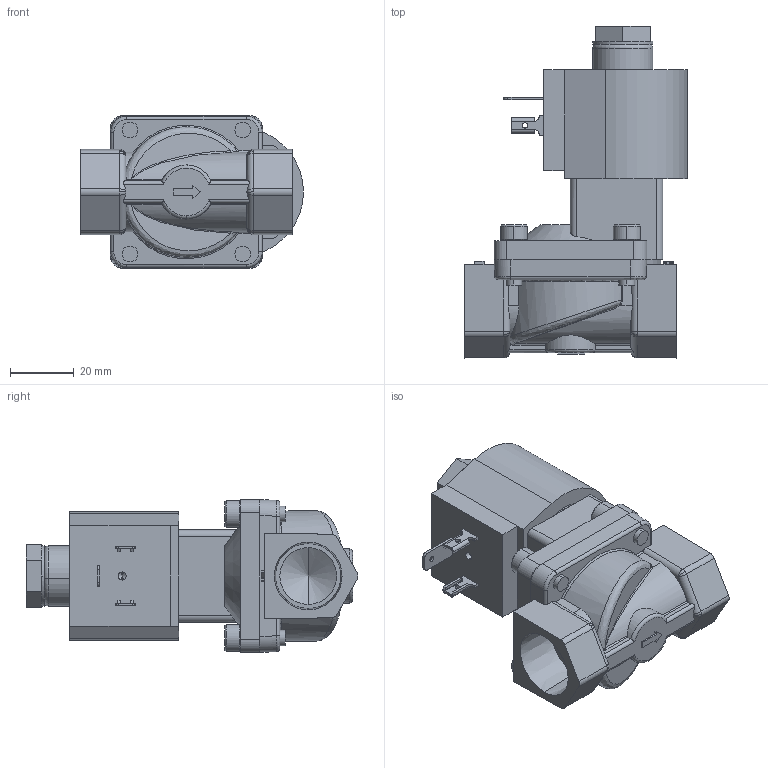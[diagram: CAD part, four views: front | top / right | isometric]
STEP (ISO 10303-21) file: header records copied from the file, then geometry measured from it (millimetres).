
FILE_DESCRIPTION (( 'STEP AP203' ), '1' );
FILE_NAME ('NS712YH16C9DG1.step', '2025-02-18T15:43:28', ( '' ), ( '' ), 'SwSTEP 2.0', 'SolidWorks 2024', '' );
FILE_SCHEMA (( 'CONFIG_CONTROL_DESIGN' ));
Length unit declared in the file: millimetre
Products named in the file (1): NS712YH16C9DG1
Bounding box: 70.12 x 104.4 x 48 mm (x, y, z)
Volume: 130217.7 mm3; surface area: 30111.5 mm2
Topology: 2 solids, 2 shells, 501 faces, 1253 edges, 776 vertices
Faces by surface type: plane 276, cylinder 118, cone 58, sphere 24, bspline 18, torus 7
Entity records: 17223 total; most frequent: CARTESIAN_POINT 5489, ORIENTED_EDGE 2494, DIRECTION 2318, EDGE_CURVE 1247, AXIS2_PLACEMENT_3D 776, VERTEX_POINT 776, LINE 766, VECTOR 766
